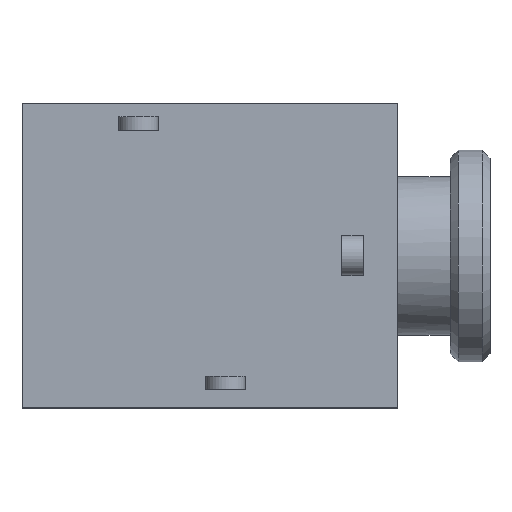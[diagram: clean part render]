
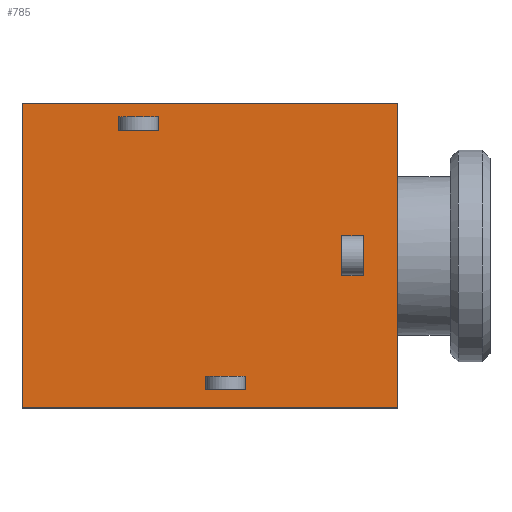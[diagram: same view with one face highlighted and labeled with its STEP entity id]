
A CAD part, top view. The second image highlights one B-rep face of the part: STEP entity #785.
In plain terms, the highlighted planar face has unit normal (0, 0, 1).
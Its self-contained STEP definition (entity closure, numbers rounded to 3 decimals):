
#22=FACE_BOUND('',#306,.T.);
#23=FACE_BOUND('',#307,.T.);
#24=FACE_BOUND('',#308,.T.);
#52=PLANE('',#868);
#66=LINE('',#1137,#142);
#71=LINE('',#1148,#147);
#73=LINE('',#1156,#149);
#78=LINE('',#1167,#154);
#80=LINE('',#1175,#156);
#85=LINE('',#1186,#161);
#86=LINE('',#1188,#162);
#88=LINE('',#1192,#164);
#89=LINE('',#1194,#165);
#91=LINE('',#1198,#167);
#93=LINE('',#1202,#169);
#94=LINE('',#1204,#170);
#101=LINE('',#1222,#177);
#104=LINE('',#1228,#180);
#107=LINE('',#1234,#183);
#121=LINE('',#1267,#197);
#123=LINE('',#1270,#199);
#142=VECTOR('',#932,10.);
#147=VECTOR('',#943,10.);
#149=VECTOR('',#949,10.);
#154=VECTOR('',#960,10.);
#156=VECTOR('',#966,10.);
#161=VECTOR('',#977,10.);
#162=VECTOR('',#980,10.);
#164=VECTOR('',#984,10.);
#165=VECTOR('',#987,10.);
#167=VECTOR('',#991,10.);
#169=VECTOR('',#995,10.);
#170=VECTOR('',#998,10.);
#177=VECTOR('',#1011,10.);
#180=VECTOR('',#1016,10.);
#183=VECTOR('',#1021,10.);
#197=VECTOR('',#1057,10.);
#199=VECTOR('',#1061,10.);
#256=FACE_OUTER_BOUND('',#305,.T.);
#305=EDGE_LOOP('',(#650,#651,#652,#653,#654));
#306=EDGE_LOOP('',(#655,#656,#657,#658));
#307=EDGE_LOOP('',(#659,#660,#661,#662));
#308=EDGE_LOOP('',(#663,#664,#665,#666));
#354=VERTEX_POINT('',#1134);
#355=VERTEX_POINT('',#1136);
#358=VERTEX_POINT('',#1146);
#361=VERTEX_POINT('',#1153);
#362=VERTEX_POINT('',#1155);
#365=VERTEX_POINT('',#1165);
#368=VERTEX_POINT('',#1172);
#369=VERTEX_POINT('',#1174);
#372=VERTEX_POINT('',#1184);
#373=VERTEX_POINT('',#1190);
#374=VERTEX_POINT('',#1196);
#375=VERTEX_POINT('',#1200);
#381=VERTEX_POINT('',#1216);
#383=VERTEX_POINT('',#1220);
#385=VERTEX_POINT('',#1225);
#387=VERTEX_POINT('',#1231);
#395=VERTEX_POINT('',#1264);
#424=EDGE_CURVE('',#355,#354,#66,.T.);
#430=EDGE_CURVE('',#354,#358,#71,.T.);
#433=EDGE_CURVE('',#362,#361,#73,.T.);
#439=EDGE_CURVE('',#361,#365,#78,.T.);
#442=EDGE_CURVE('',#369,#368,#80,.T.);
#448=EDGE_CURVE('',#358,#372,#85,.T.);
#449=EDGE_CURVE('',#372,#355,#86,.T.);
#451=EDGE_CURVE('',#365,#373,#88,.T.);
#452=EDGE_CURVE('',#373,#362,#89,.T.);
#454=EDGE_CURVE('',#368,#374,#91,.T.);
#456=EDGE_CURVE('',#374,#375,#93,.T.);
#457=EDGE_CURVE('',#375,#369,#94,.T.);
#465=EDGE_CURVE('',#381,#383,#101,.T.);
#468=EDGE_CURVE('',#385,#381,#104,.T.);
#471=EDGE_CURVE('',#387,#385,#107,.T.);
#488=EDGE_CURVE('',#395,#387,#121,.T.);
#490=EDGE_CURVE('',#383,#395,#123,.T.);
#650=ORIENTED_EDGE('',*,*,#468,.T.);
#651=ORIENTED_EDGE('',*,*,#465,.T.);
#652=ORIENTED_EDGE('',*,*,#490,.T.);
#653=ORIENTED_EDGE('',*,*,#488,.T.);
#654=ORIENTED_EDGE('',*,*,#471,.T.);
#655=ORIENTED_EDGE('',*,*,#430,.T.);
#656=ORIENTED_EDGE('',*,*,#448,.T.);
#657=ORIENTED_EDGE('',*,*,#449,.T.);
#658=ORIENTED_EDGE('',*,*,#424,.T.);
#659=ORIENTED_EDGE('',*,*,#439,.T.);
#660=ORIENTED_EDGE('',*,*,#451,.T.);
#661=ORIENTED_EDGE('',*,*,#452,.T.);
#662=ORIENTED_EDGE('',*,*,#433,.T.);
#663=ORIENTED_EDGE('',*,*,#442,.T.);
#664=ORIENTED_EDGE('',*,*,#454,.T.);
#665=ORIENTED_EDGE('',*,*,#456,.T.);
#666=ORIENTED_EDGE('',*,*,#457,.T.);
#785=ADVANCED_FACE('',(#256,#22,#23,#24),#52,.T.);
#868=AXIS2_PLACEMENT_3D('',#1271,#1062,#1063);
#932=DIRECTION('',(-1.,0.,0.));
#943=DIRECTION('',(0.,1.,0.));
#949=DIRECTION('',(-1.,0.,0.));
#960=DIRECTION('',(0.,1.,0.));
#966=DIRECTION('',(0.,1.,0.));
#977=DIRECTION('',(1.,0.,0.));
#980=DIRECTION('',(0.,-1.,0.));
#984=DIRECTION('',(1.,0.,0.));
#987=DIRECTION('',(0.,-1.,0.));
#991=DIRECTION('',(1.,0.,0.));
#995=DIRECTION('',(0.,-1.,0.));
#998=DIRECTION('',(-1.,0.,0.));
#1011=DIRECTION('',(0.,1.,0.));
#1016=DIRECTION('',(1.,0.,0.));
#1021=DIRECTION('',(0.,-1.,0.));
#1057=DIRECTION('',(-1.,0.,0.));
#1061=DIRECTION('',(0.,1.,0.));
#1062=DIRECTION('center_axis',(0.,0.,1.));
#1063=DIRECTION('ref_axis',(1.,0.,0.));
#1134=CARTESIAN_POINT('',(6.95,0.7,5.));
#1136=CARTESIAN_POINT('',(8.45,0.7,5.));
#1137=CARTESIAN_POINT('',(7.025,0.7,5.));
#1146=CARTESIAN_POINT('',(6.95,1.2,5.));
#1148=CARTESIAN_POINT('',(6.95,3.475,5.));
#1153=CARTESIAN_POINT('',(3.65,10.5,5.));
#1155=CARTESIAN_POINT('',(5.15,10.5,5.));
#1156=CARTESIAN_POINT('',(5.375,10.5,5.));
#1165=CARTESIAN_POINT('',(3.65,11.,5.));
#1167=CARTESIAN_POINT('',(3.65,8.375,5.));
#1172=CARTESIAN_POINT('',(12.1,6.5,5.));
#1174=CARTESIAN_POINT('',(12.1,5.,5.));
#1175=CARTESIAN_POINT('',(12.1,6.125,5.));
#1184=CARTESIAN_POINT('',(8.45,1.2,5.));
#1186=CARTESIAN_POINT('',(7.775,1.2,5.));
#1188=CARTESIAN_POINT('',(8.45,3.225,5.));
#1190=CARTESIAN_POINT('',(5.15,11.,5.));
#1192=CARTESIAN_POINT('',(6.125,11.,5.));
#1194=CARTESIAN_POINT('',(5.15,8.125,5.));
#1196=CARTESIAN_POINT('',(12.9,6.5,5.));
#1198=CARTESIAN_POINT('',(10.,6.5,5.));
#1200=CARTESIAN_POINT('',(12.9,5.,5.));
#1202=CARTESIAN_POINT('',(12.9,5.375,5.));
#1204=CARTESIAN_POINT('',(9.6,5.,5.));
#1216=CARTESIAN_POINT('',(14.2,0.,5.));
#1220=CARTESIAN_POINT('',(14.2,5.75,5.));
#1222=CARTESIAN_POINT('',(14.2,0.,5.));
#1225=CARTESIAN_POINT('',(0.,0.,5.));
#1228=CARTESIAN_POINT('',(0.,0.,5.));
#1231=CARTESIAN_POINT('',(0.,11.5,5.));
#1234=CARTESIAN_POINT('',(0.,11.5,5.));
#1264=CARTESIAN_POINT('',(14.2,11.5,5.));
#1267=CARTESIAN_POINT('',(14.2,11.5,5.));
#1270=CARTESIAN_POINT('',(14.2,0.,5.));
#1271=CARTESIAN_POINT('Origin',(7.1,5.75,5.));
